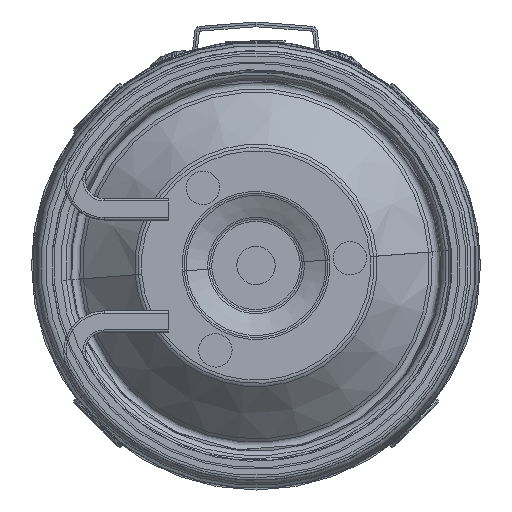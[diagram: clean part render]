
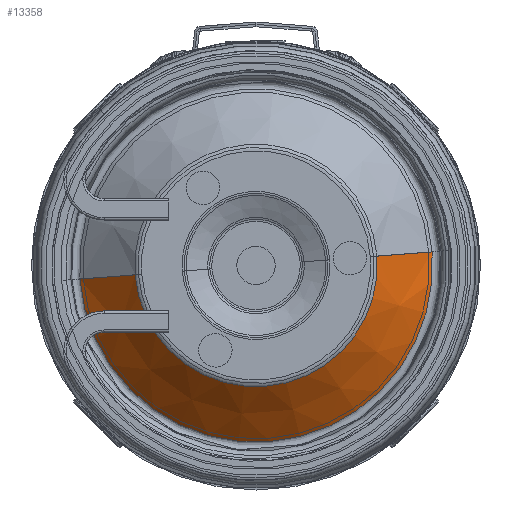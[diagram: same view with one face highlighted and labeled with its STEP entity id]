
A CAD part, front view. The second image highlights one B-rep face of the part: STEP entity #13358.
In plain terms, the highlighted conical face has half-angle 46.546 degrees and reference radius 25.375 mm.
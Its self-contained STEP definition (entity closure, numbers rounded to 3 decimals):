
#178 = ORIENTED_EDGE ( 'NONE', *, *, #1975, .F. ) ;
#1705 = VECTOR ( 'NONE', #32388, 1000. ) ;
#1975 = EDGE_CURVE ( 'NONE', #21841, #40500, #26735, .T. ) ;
#4774 = CARTESIAN_POINT ( 'NONE',  ( 0., 0.548, 0. ) ) ;
#5644 = CARTESIAN_POINT ( 'NONE',  ( 0., 11.526, 36.962 ) ) ;
#6164 = VERTEX_POINT ( 'NONE', #5644 ) ;
#6483 = DIRECTION ( 'NONE',  ( 0., 1., 0. ) ) ;
#8853 = DIRECTION ( 'NONE',  ( 0., 0., 1. ) ) ;
#9169 = CIRCLE ( 'NONE', #24535, 36.962 ) ;
#11579 = EDGE_LOOP ( 'NONE', ( #178, #35748, #33880, #38850 ) ) ;
#12310 = DIRECTION ( 'NONE',  ( 0., 0., 1. ) ) ;
#12472 = LINE ( 'NONE', #37973, #13023 ) ;
#12639 = CARTESIAN_POINT ( 'NONE',  ( 0., 11.526, 0. ) ) ;
#13023 = VECTOR ( 'NONE', #34830, 1000. ) ;
#13358 = ADVANCED_FACE ( 'NONE', ( #22387 ), #31622, .T. ) ;
#21841 = VERTEX_POINT ( 'NONE', #28190 ) ;
#22126 = CARTESIAN_POINT ( 'NONE',  ( 0., 0.548, 25.376 ) ) ;
#22387 = FACE_OUTER_BOUND ( 'NONE', #11579, .T. ) ;
#23000 = AXIS2_PLACEMENT_3D ( 'NONE', #4774, #28017, #12310 ) ;
#23567 = CARTESIAN_POINT ( 'NONE',  ( 0., 0.548, -25.376 ) ) ;
#24535 = AXIS2_PLACEMENT_3D ( 'NONE', #12639, #31667, #8853 ) ;
#24974 = AXIS2_PLACEMENT_3D ( 'NONE', #35148, #6483, #32015 ) ;
#26621 = EDGE_CURVE ( 'NONE', #40500, #6164, #9169, .T. ) ;
#26735 = LINE ( 'NONE', #23567, #1705 ) ;
#28017 = DIRECTION ( 'NONE',  ( 0., 1., 0. ) ) ;
#28190 = CARTESIAN_POINT ( 'NONE',  ( 0., 0.548, -25.376 ) ) ;
#31622 = CONICAL_SURFACE ( 'NONE', #24974, 25.376, 0.812 ) ;
#31667 = DIRECTION ( 'NONE',  ( 0., 1., 0. ) ) ;
#32015 = DIRECTION ( 'NONE',  ( 0., 0., 1. ) ) ;
#32142 = VERTEX_POINT ( 'NONE', #22126 ) ;
#32388 = DIRECTION ( 'NONE',  ( 0., 0.688, -0.726 ) ) ;
#33008 = CIRCLE ( 'NONE', #23000, 25.376 ) ;
#33880 = ORIENTED_EDGE ( 'NONE', *, *, #39669, .T. ) ;
#34830 = DIRECTION ( 'NONE',  ( 0., 0.688, 0.726 ) ) ;
#35148 = CARTESIAN_POINT ( 'NONE',  ( 0., 0.548, 0. ) ) ;
#35748 = ORIENTED_EDGE ( 'NONE', *, *, #39119, .T. ) ;
#37973 = CARTESIAN_POINT ( 'NONE',  ( 0., 0.548, 25.376 ) ) ;
#37985 = CARTESIAN_POINT ( 'NONE',  ( 0., 11.526, -36.962 ) ) ;
#38850 = ORIENTED_EDGE ( 'NONE', *, *, #26621, .F. ) ;
#39119 = EDGE_CURVE ( 'NONE', #21841, #32142, #33008, .T. ) ;
#39669 = EDGE_CURVE ( 'NONE', #32142, #6164, #12472, .T. ) ;
#40500 = VERTEX_POINT ( 'NONE', #37985 ) ;
